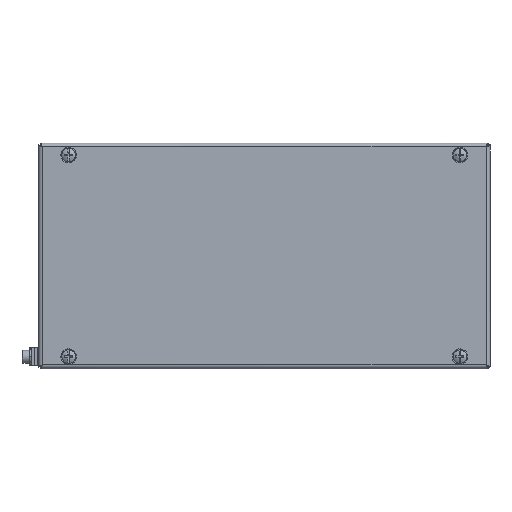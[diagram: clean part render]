
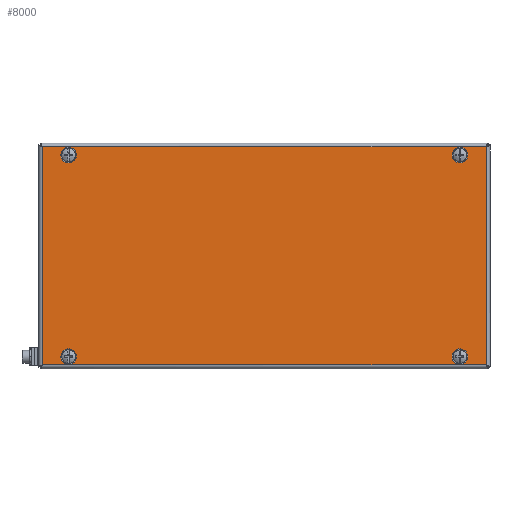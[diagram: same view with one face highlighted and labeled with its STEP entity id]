
A CAD part, top view. The second image highlights one B-rep face of the part: STEP entity #8000.
In plain terms, the highlighted face is planar.
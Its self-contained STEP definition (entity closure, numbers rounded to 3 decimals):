
#501=LINE('',#11973,#1104);
#502=LINE('',#11975,#1105);
#503=LINE('',#11977,#1106);
#504=LINE('',#11978,#1107);
#1104=VECTOR('',#9644,1000.);
#1105=VECTOR('',#9645,1000.);
#1106=VECTOR('',#9646,1000.);
#1107=VECTOR('',#9647,1000.);
#1768=PLANE('',#8621);
#2200=FACE_BOUND('',#2932,.T.);
#2201=FACE_BOUND('',#2933,.T.);
#2202=FACE_BOUND('',#2934,.T.);
#2203=FACE_BOUND('',#2935,.T.);
#2355=FACE_OUTER_BOUND('',#2931,.T.);
#2931=EDGE_LOOP('',(#5843,#5844,#5845,#5846));
#2932=EDGE_LOOP('',(#5847));
#2933=EDGE_LOOP('',(#5848));
#2934=EDGE_LOOP('',(#5849));
#2935=EDGE_LOOP('',(#5850));
#3576=CIRCLE('',#8610,4.);
#3578=CIRCLE('',#8613,4.);
#3580=CIRCLE('',#8616,4.);
#3582=CIRCLE('',#8619,4.);
#3914=VERTEX_POINT('',#11944);
#3916=VERTEX_POINT('',#11949);
#3918=VERTEX_POINT('',#11954);
#3920=VERTEX_POINT('',#11959);
#3925=VERTEX_POINT('',#11971);
#3926=VERTEX_POINT('',#11972);
#3927=VERTEX_POINT('',#11974);
#3928=VERTEX_POINT('',#11976);
#4627=EDGE_CURVE('',#3914,#3914,#3576,.T.);
#4629=EDGE_CURVE('',#3916,#3916,#3578,.T.);
#4631=EDGE_CURVE('',#3918,#3918,#3580,.T.);
#4633=EDGE_CURVE('',#3920,#3920,#3582,.T.);
#4638=EDGE_CURVE('',#3925,#3926,#501,.T.);
#4639=EDGE_CURVE('',#3926,#3927,#502,.T.);
#4640=EDGE_CURVE('',#3927,#3928,#503,.T.);
#4641=EDGE_CURVE('',#3928,#3925,#504,.T.);
#5843=ORIENTED_EDGE('',*,*,#4638,.T.);
#5844=ORIENTED_EDGE('',*,*,#4639,.T.);
#5845=ORIENTED_EDGE('',*,*,#4640,.T.);
#5846=ORIENTED_EDGE('',*,*,#4641,.T.);
#5847=ORIENTED_EDGE('',*,*,#4627,.F.);
#5848=ORIENTED_EDGE('',*,*,#4629,.F.);
#5849=ORIENTED_EDGE('',*,*,#4631,.F.);
#5850=ORIENTED_EDGE('',*,*,#4633,.F.);
#8000=ADVANCED_FACE('',(#2355,#2200,#2201,#2202,#2203),#1768,.F.);
#8610=AXIS2_PLACEMENT_3D('',#11945,#9616,#9617);
#8613=AXIS2_PLACEMENT_3D('',#11950,#9622,#9623);
#8616=AXIS2_PLACEMENT_3D('',#11955,#9628,#9629);
#8619=AXIS2_PLACEMENT_3D('',#11960,#9634,#9635);
#8621=AXIS2_PLACEMENT_3D('',#11970,#9642,#9643);
#9616=DIRECTION('center_axis',(0.,0.,-1.));
#9617=DIRECTION('ref_axis',(1.,0.,0.));
#9622=DIRECTION('center_axis',(0.,0.,-1.));
#9623=DIRECTION('ref_axis',(-1.,0.,0.));
#9628=DIRECTION('center_axis',(0.,0.,-1.));
#9629=DIRECTION('ref_axis',(1.,0.,0.));
#9634=DIRECTION('center_axis',(0.,0.,-1.));
#9635=DIRECTION('ref_axis',(-1.,0.,0.));
#9642=DIRECTION('center_axis',(0.,0.,1.));
#9643=DIRECTION('ref_axis',(1.,0.,0.));
#9644=DIRECTION('',(-1.,0.,0.));
#9645=DIRECTION('',(0.,1.,0.));
#9646=DIRECTION('',(1.,0.,0.));
#9647=DIRECTION('',(0.,-1.,0.));
#11944=CARTESIAN_POINT('',(126.,-67.,0.));
#11945=CARTESIAN_POINT('Origin',(130.,-67.,0.));
#11949=CARTESIAN_POINT('',(-134.,-67.,0.));
#11950=CARTESIAN_POINT('Origin',(-130.,-67.,0.));
#11954=CARTESIAN_POINT('',(-134.,67.,0.));
#11955=CARTESIAN_POINT('Origin',(-130.,67.,0.));
#11959=CARTESIAN_POINT('',(126.,67.,0.));
#11960=CARTESIAN_POINT('Origin',(130.,67.,0.));
#11970=CARTESIAN_POINT('Origin',(-150.,75.,0.));
#11971=CARTESIAN_POINT('',(147.5,-72.5,0.));
#11972=CARTESIAN_POINT('',(-147.5,-72.5,0.));
#11973=CARTESIAN_POINT('',(148.743,-72.5,0.));
#11974=CARTESIAN_POINT('',(-147.5,72.5,0.));
#11975=CARTESIAN_POINT('',(-147.5,-73.743,0.));
#11976=CARTESIAN_POINT('',(147.5,72.5,0.));
#11977=CARTESIAN_POINT('',(-148.743,72.5,0.));
#11978=CARTESIAN_POINT('',(147.5,73.743,0.));
